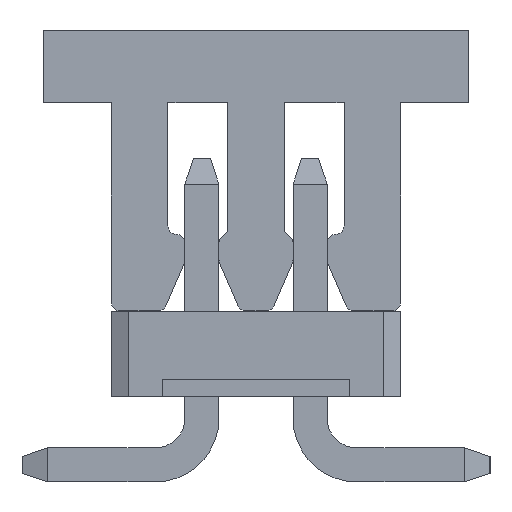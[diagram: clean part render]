
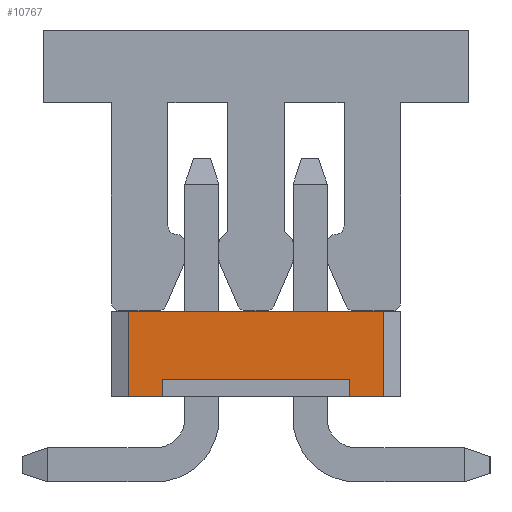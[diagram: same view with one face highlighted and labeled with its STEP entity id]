
A CAD part, left-side view. The second image highlights one B-rep face of the part: STEP entity #10767.
In plain terms, the highlighted planar face has unit normal (-1, 0, 0).
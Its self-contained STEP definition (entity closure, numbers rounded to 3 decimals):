
#742=ORIENTED_EDGE('',*,*,#3556,.F.);
#743=ORIENTED_EDGE('',*,*,#3810,.F.);
#744=ORIENTED_EDGE('',*,*,#3811,.T.);
#745=ORIENTED_EDGE('',*,*,#3812,.T.);
#746=ORIENTED_EDGE('',*,*,#3712,.F.);
#747=ORIENTED_EDGE('',*,*,#3813,.T.);
#748=ORIENTED_EDGE('',*,*,#3814,.T.);
#749=ORIENTED_EDGE('',*,*,#3815,.F.);
#3556=EDGE_CURVE('',#5090,#5091,#6110,.T.);
#3712=EDGE_CURVE('',#5246,#5247,#6266,.T.);
#3810=EDGE_CURVE('',#5344,#5090,#6364,.T.);
#3811=EDGE_CURVE('',#5344,#5345,#6365,.T.);
#3812=EDGE_CURVE('',#5345,#5247,#6366,.T.);
#3813=EDGE_CURVE('',#5246,#5346,#6367,.T.);
#3814=EDGE_CURVE('',#5346,#5347,#6368,.T.);
#3815=EDGE_CURVE('',#5091,#5347,#6369,.T.);
#5090=VERTEX_POINT('',#15151);
#5091=VERTEX_POINT('',#15153);
#5246=VERTEX_POINT('',#15463);
#5247=VERTEX_POINT('',#15465);
#5344=VERTEX_POINT('',#15661);
#5345=VERTEX_POINT('',#15663);
#5346=VERTEX_POINT('',#15666);
#5347=VERTEX_POINT('',#15668);
#6110=LINE('',#15152,#7608);
#6266=LINE('',#15464,#7764);
#6364=LINE('',#15660,#7862);
#6365=LINE('',#15662,#7863);
#6366=LINE('',#15664,#7864);
#6367=LINE('',#15665,#7865);
#6368=LINE('',#15667,#7866);
#6369=LINE('',#15669,#7867);
#7608=VECTOR('',#12187,1000.);
#7764=VECTOR('',#12343,1000.);
#7862=VECTOR('',#12443,1000.);
#7863=VECTOR('',#12444,1000.);
#7864=VECTOR('',#12445,1000.);
#7865=VECTOR('',#12446,1000.);
#7866=VECTOR('',#12447,1000.);
#7867=VECTOR('',#12448,1000.);
#8979=EDGE_LOOP('',(#742,#743,#744,#745,#746,#747,#748,#749));
#9647=FACE_BOUND('',#8979,.T.);
#10241=PLANE('',#11350);
#10767=ADVANCED_FACE('',(#9647),#10241,.T.);
#11350=AXIS2_PLACEMENT_3D('',#15659,#12441,#12442);
#12187=DIRECTION('',(0.,1.,0.));
#12343=DIRECTION('',(0.,1.,0.));
#12441=DIRECTION('',(-1.,0.,0.));
#12442=DIRECTION('',(0.,0.,1.));
#12443=DIRECTION('',(0.,0.,-1.));
#12444=DIRECTION('',(0.,-1.,0.));
#12445=DIRECTION('',(0.,0.,-1.));
#12446=DIRECTION('',(0.,0.,1.));
#12447=DIRECTION('',(0.,1.,0.));
#12448=DIRECTION('',(0.,0.,1.));
#15151=CARTESIAN_POINT('',(-15.875,1.1,-0.5));
#15152=CARTESIAN_POINT('',(-15.875,-1.7,-0.5));
#15153=CARTESIAN_POINT('',(-15.875,1.5,-0.5));
#15463=CARTESIAN_POINT('',(-15.875,-1.5,-0.5));
#15464=CARTESIAN_POINT('',(-15.875,-1.7,-0.5));
#15465=CARTESIAN_POINT('',(-15.875,-1.1,-0.5));
#15659=CARTESIAN_POINT('',(-15.875,-1.7,-0.5));
#15660=CARTESIAN_POINT('',(-15.875,1.1,-0.3));
#15661=CARTESIAN_POINT('',(-15.875,1.1,-0.3));
#15662=CARTESIAN_POINT('',(-15.875,1.1,-0.3));
#15663=CARTESIAN_POINT('',(-15.875,-1.1,-0.3));
#15664=CARTESIAN_POINT('',(-15.875,-1.1,-0.3));
#15665=CARTESIAN_POINT('',(-15.875,-1.5,-31.547));
#15666=CARTESIAN_POINT('',(-15.875,-1.5,0.5));
#15667=CARTESIAN_POINT('',(-15.875,-1.7,0.5));
#15668=CARTESIAN_POINT('',(-15.875,1.5,0.5));
#15669=CARTESIAN_POINT('',(-15.875,1.5,-31.547));
